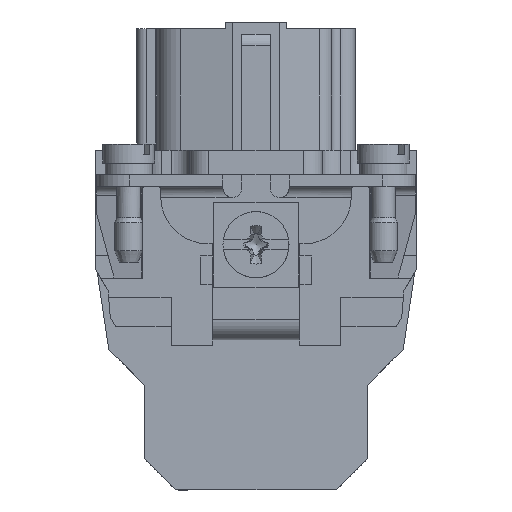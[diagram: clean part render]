
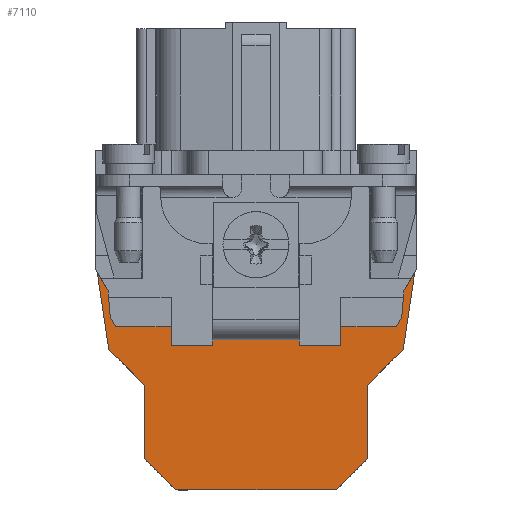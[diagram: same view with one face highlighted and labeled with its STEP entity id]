
A CAD part, left-side view. The second image highlights one B-rep face of the part: STEP entity #7110.
In plain terms, the highlighted planar face has unit normal (-1, 0, 0).
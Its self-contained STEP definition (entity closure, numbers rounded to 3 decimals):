
#6225=FACE_OUTER_BOUND('',#9062,.T.);
#7110=ADVANCED_FACE('',(#6225),#7974,.F.);
#7974=PLANE('',#25404);
#9062=EDGE_LOOP('',(#11461,#11462,#11463,#11464,#11465,#11466,#11467,#11468,
#11469,#11470,#11471,#11472,#11473,#11474,#11475,#11476));
#11461=ORIENTED_EDGE('',*,*,#17055,.F.);
#11462=ORIENTED_EDGE('',*,*,#17115,.F.);
#11463=ORIENTED_EDGE('',*,*,#17112,.F.);
#11464=ORIENTED_EDGE('',*,*,#17348,.T.);
#11465=ORIENTED_EDGE('',*,*,#17349,.F.);
#11466=ORIENTED_EDGE('',*,*,#17350,.F.);
#11467=ORIENTED_EDGE('',*,*,#17351,.F.);
#11468=ORIENTED_EDGE('',*,*,#16484,.T.);
#11469=ORIENTED_EDGE('',*,*,#17352,.T.);
#11470=ORIENTED_EDGE('',*,*,#17353,.T.);
#11471=ORIENTED_EDGE('',*,*,#17354,.T.);
#11472=ORIENTED_EDGE('',*,*,#17355,.F.);
#11473=ORIENTED_EDGE('',*,*,#17134,.F.);
#11474=ORIENTED_EDGE('',*,*,#17154,.F.);
#11475=ORIENTED_EDGE('',*,*,#17156,.F.);
#11476=ORIENTED_EDGE('',*,*,#17166,.F.);
#14819=VERTEX_POINT('',#31609);
#14821=VERTEX_POINT('',#31612);
#14954=VERTEX_POINT('',#31953);
#15271=VERTEX_POINT('',#32847);
#15272=VERTEX_POINT('',#32849);
#15306=VERTEX_POINT('',#32964);
#15320=VERTEX_POINT('',#33005);
#15321=VERTEX_POINT('',#33006);
#15334=VERTEX_POINT('',#33043);
#15335=VERTEX_POINT('',#33047);
#15450=VERTEX_POINT('',#33431);
#15451=VERTEX_POINT('',#33433);
#15452=VERTEX_POINT('',#33435);
#15453=VERTEX_POINT('',#33438);
#15454=VERTEX_POINT('',#33440);
#15455=VERTEX_POINT('',#33442);
#16484=EDGE_CURVE('',#14821,#14819,#20152,.T.);
#17055=EDGE_CURVE('',#15272,#15271,#20581,.T.);
#17112=EDGE_CURVE('',#14954,#15306,#20630,.T.);
#17115=EDGE_CURVE('',#15306,#15272,#20633,.T.);
#17134=EDGE_CURVE('',#15320,#15321,#20650,.T.);
#17154=EDGE_CURVE('',#15334,#15320,#20668,.T.);
#17156=EDGE_CURVE('',#15335,#15334,#20670,.T.);
#17166=EDGE_CURVE('',#15271,#15335,#20678,.T.);
#17348=EDGE_CURVE('',#14954,#15450,#20837,.T.);
#17349=EDGE_CURVE('',#15451,#15450,#20838,.T.);
#17350=EDGE_CURVE('',#15452,#15451,#20839,.T.);
#17351=EDGE_CURVE('',#14821,#15452,#20840,.T.);
#17352=EDGE_CURVE('',#14819,#15453,#20841,.T.);
#17353=EDGE_CURVE('',#15453,#15454,#20842,.T.);
#17354=EDGE_CURVE('',#15454,#15455,#20843,.T.);
#17355=EDGE_CURVE('',#15321,#15455,#20844,.T.);
#20152=LINE('',#31611,#21971);
#20581=LINE('',#32850,#22400);
#20630=LINE('',#32963,#22449);
#20633=LINE('',#32969,#22452);
#20650=LINE('',#33004,#22469);
#20668=LINE('',#33044,#22487);
#20670=LINE('',#33048,#22489);
#20678=LINE('',#33067,#22497);
#20837=LINE('',#33430,#22656);
#20838=LINE('',#33432,#22657);
#20839=LINE('',#33434,#22658);
#20840=LINE('',#33436,#22659);
#20841=LINE('',#33437,#22660);
#20842=LINE('',#33439,#22661);
#20843=LINE('',#33441,#22662);
#20844=LINE('',#33443,#22663);
#21971=VECTOR('',#26513,1.);
#22400=VECTOR('',#27498,1.);
#22449=VECTOR('',#27609,1.);
#22452=VECTOR('',#27614,1.);
#22469=VECTOR('',#27643,1.);
#22487=VECTOR('',#27675,1.);
#22489=VECTOR('',#27679,1.);
#22497=VECTOR('',#27693,1.);
#22656=VECTOR('',#28048,1.);
#22657=VECTOR('',#28049,1.);
#22658=VECTOR('',#28050,1.);
#22659=VECTOR('',#28051,1.);
#22660=VECTOR('',#28052,1.);
#22661=VECTOR('',#28053,1.);
#22662=VECTOR('',#28054,1.);
#22663=VECTOR('',#28055,1.);
#25404=AXIS2_PLACEMENT_3D('',#33444,#28056,#28057);
#26513=DIRECTION('',(0.,-1.,0.));
#27498=DIRECTION('',(0.,-0.5,-0.866));
#27609=DIRECTION('',(0.,-0.5,-0.866));
#27614=DIRECTION('',(0.,-0.087,-0.996));
#27643=DIRECTION('',(0.,-0.5,0.866));
#27675=DIRECTION('',(0.,-0.087,0.996));
#27679=DIRECTION('',(0.,-0.5,0.866));
#27693=DIRECTION('',(0.,-1.,0.));
#28048=DIRECTION('',(0.,-0.149,-0.989));
#28049=DIRECTION('',(0.,0.707,0.707));
#28050=DIRECTION('',(0.,0.,1.));
#28051=DIRECTION('',(0.,0.707,0.707));
#28052=DIRECTION('',(0.,-0.707,0.707));
#28053=DIRECTION('',(0.,0.,1.));
#28054=DIRECTION('',(0.,-0.707,0.707));
#28055=DIRECTION('',(0.,0.149,-0.989));
#28056=DIRECTION('',(1.,0.,0.));
#28057=DIRECTION('',(0.,1.,0.));
#31609=CARTESIAN_POINT('',(-10.05,-8.5,-32.2));
#31611=CARTESIAN_POINT('',(-10.05,8.5,-32.2));
#31612=CARTESIAN_POINT('',(-10.05,8.5,-32.2));
#31953=CARTESIAN_POINT('',(-10.05,16.834,-9.087));
#32847=CARTESIAN_POINT('',(-10.05,14.86,-14.9));
#32849=CARTESIAN_POINT('',(-10.05,15.437,-13.9));
#32850=CARTESIAN_POINT('',(-10.05,15.437,-13.9));
#32963=CARTESIAN_POINT('',(-10.05,17.,-8.8));
#32964=CARTESIAN_POINT('',(-10.05,15.684,-11.079));
#32969=CARTESIAN_POINT('',(-10.05,15.684,-11.079));
#33004=CARTESIAN_POINT('',(-10.05,-15.684,-11.079));
#33005=CARTESIAN_POINT('',(-10.05,-15.684,-11.079));
#33006=CARTESIAN_POINT('',(-10.05,-16.834,-9.087));
#33043=CARTESIAN_POINT('',(-10.05,-15.437,-13.9));
#33044=CARTESIAN_POINT('',(-10.05,-15.437,-13.9));
#33047=CARTESIAN_POINT('',(-10.05,-14.86,-14.9));
#33048=CARTESIAN_POINT('',(-10.05,-14.86,-14.9));
#33067=CARTESIAN_POINT('',(-10.05,14.86,-14.9));
#33430=CARTESIAN_POINT('',(-10.05,16.9,-8.65));
#33431=CARTESIAN_POINT('',(-10.05,15.6,-17.3));
#33432=CARTESIAN_POINT('',(-10.05,11.8,-21.1));
#33433=CARTESIAN_POINT('',(-10.05,11.8,-21.1));
#33434=CARTESIAN_POINT('',(-10.05,11.8,-28.9));
#33435=CARTESIAN_POINT('',(-10.05,11.8,-28.9));
#33436=CARTESIAN_POINT('',(-10.05,8.5,-32.2));
#33437=CARTESIAN_POINT('',(-10.05,-8.5,-32.2));
#33438=CARTESIAN_POINT('',(-10.05,-11.8,-28.9));
#33439=CARTESIAN_POINT('',(-10.05,-11.8,-28.9));
#33440=CARTESIAN_POINT('',(-10.05,-11.8,-21.1));
#33441=CARTESIAN_POINT('',(-10.05,-11.8,-21.1));
#33442=CARTESIAN_POINT('',(-10.05,-15.6,-17.3));
#33443=CARTESIAN_POINT('',(-10.05,-16.9,-8.65));
#33444=CARTESIAN_POINT('',(-10.05,0.,0.));
